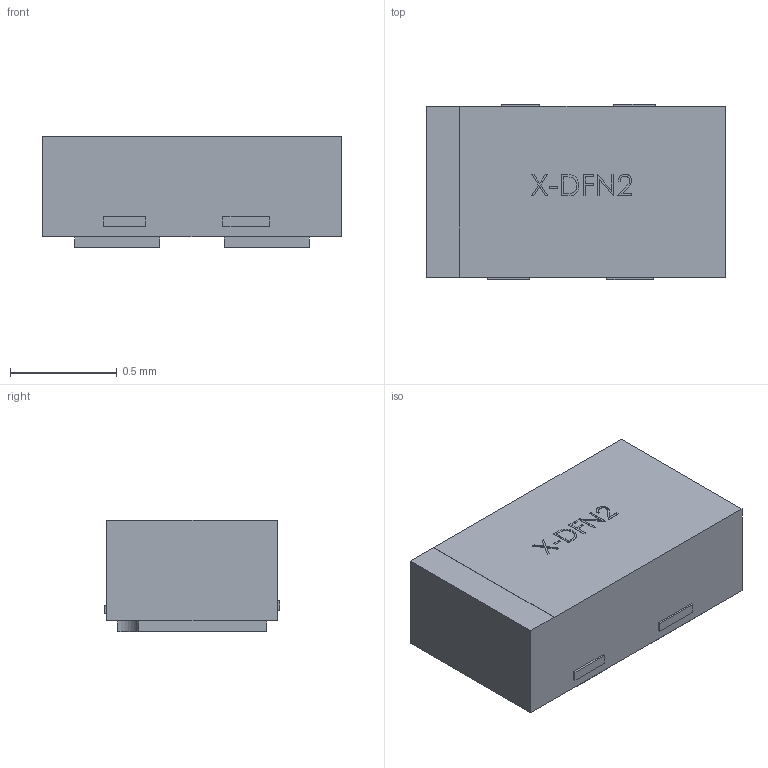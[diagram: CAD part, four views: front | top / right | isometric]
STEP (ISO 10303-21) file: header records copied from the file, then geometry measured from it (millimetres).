
FILE_DESCRIPTION (( 'STEP AP214' ), '1' );
FILE_NAME ('XDFN2_v2.STEP', '2015-12-02T18:11:21', ( 'student' ), ( 'Microsoft' ), 'SwSTEP 2.0', 'SolidWorks 2014', '' );
FILE_SCHEMA (( 'AUTOMOTIVE_DESIGN' ));
Length unit declared in the file: millimetre
Products named in the file (1): XDFN2_v2
Bounding box: 1.4 x 0.82 x 0.52 mm (x, y, z)
Volume: 0.6 mm3; surface area: 4.5 mm2
Topology: 1 solids, 1 shells, 107 faces, 276 edges, 184 vertices
Faces by surface type: plane 93, bspline 13, cylinder 1
Entity records: 4065 total; most frequent: CARTESIAN_POINT 1421, ORIENTED_EDGE 552, DIRECTION 442, EDGE_CURVE 276, VECTOR 248, LINE 248, VERTEX_POINT 184, EDGE_LOOP 120
